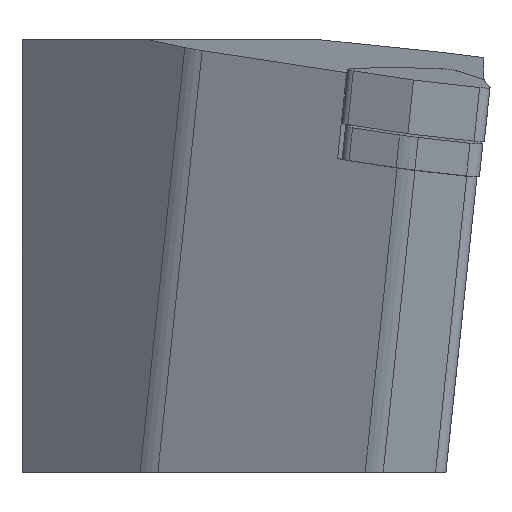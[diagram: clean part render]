
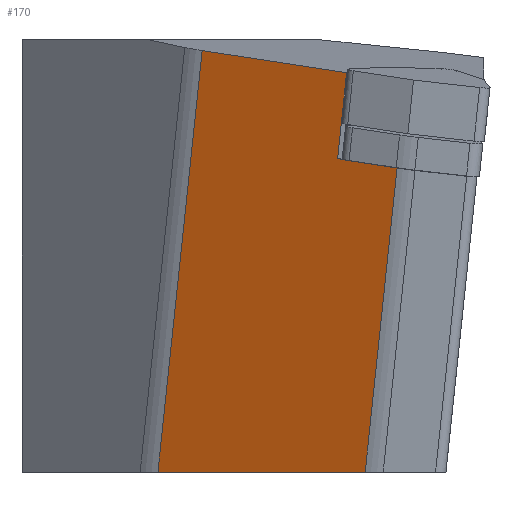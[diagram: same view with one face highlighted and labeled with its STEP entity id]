
A CAD part, left-side view. The second image highlights one B-rep face of the part: STEP entity #170.
In plain terms, the highlighted planar face has unit normal (-0.906, 0.42, -0.051).
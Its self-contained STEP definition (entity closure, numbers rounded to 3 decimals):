
#170=ADVANCED_FACE('',(#255),#213,.F.);
#213=PLANE('',#1080);
#255=FACE_OUTER_BOUND('',#304,.T.);
#304=EDGE_LOOP('',(#687,#688,#689,#690,#691,#692,#693));
#344=LINE('',#1430,#447);
#381=LINE('',#1517,#484);
#387=LINE('',#1533,#490);
#400=LINE('',#1564,#503);
#401=LINE('',#1566,#504);
#402=LINE('',#1567,#505);
#403=LINE('',#1568,#506);
#447=VECTOR('',#1169,1.);
#484=VECTOR('',#1236,1.);
#490=VECTOR('',#1252,1.);
#503=VECTOR('',#1283,1.);
#504=VECTOR('',#1286,1.);
#505=VECTOR('',#1287,1.);
#506=VECTOR('',#1288,1.);
#687=ORIENTED_EDGE('',*,*,#972,.T.);
#688=ORIENTED_EDGE('',*,*,#905,.T.);
#689=ORIENTED_EDGE('',*,*,#973,.F.);
#690=ORIENTED_EDGE('',*,*,#955,.T.);
#691=ORIENTED_EDGE('',*,*,#974,.T.);
#692=ORIENTED_EDGE('',*,*,#947,.T.);
#693=ORIENTED_EDGE('',*,*,#971,.F.);
#809=VERTEX_POINT('',#1427);
#810=VERTEX_POINT('',#1429);
#845=VERTEX_POINT('',#1516);
#846=VERTEX_POINT('',#1518);
#850=VERTEX_POINT('',#1532);
#851=VERTEX_POINT('',#1534);
#859=VERTEX_POINT('',#1563);
#905=EDGE_CURVE('',#809,#810,#344,.T.);
#947=EDGE_CURVE('',#846,#845,#381,.T.);
#955=EDGE_CURVE('',#851,#850,#387,.T.);
#971=EDGE_CURVE('',#859,#845,#400,.T.);
#972=EDGE_CURVE('',#859,#809,#401,.T.);
#973=EDGE_CURVE('',#851,#810,#402,.T.);
#974=EDGE_CURVE('',#850,#846,#403,.T.);
#1080=AXIS2_PLACEMENT_3D('',#1569,#1289,#1290);
#1169=DIRECTION('',(0.411,0.901,0.138));
#1236=DIRECTION('',(-0.421,-0.907,0.));
#1252=DIRECTION('',(0.411,0.901,0.138));
#1283=DIRECTION('',(0.105,0.104,-0.989));
#1286=DIRECTION('',(0.411,0.901,0.138));
#1287=DIRECTION('',(0.105,0.104,-0.989));
#1288=DIRECTION('',(0.105,0.104,-0.989));
#1289=DIRECTION('',(0.906,-0.42,0.052));
#1290=DIRECTION('',(0.421,0.907,0.));
#1427=CARTESIAN_POINT('',(-134.239,-20.81,6.532));
#1429=CARTESIAN_POINT('',(-134.011,-20.309,6.609));
#1430=CARTESIAN_POINT('',(-128.53,-8.275,8.453));
#1516=CARTESIAN_POINT('',(-133.593,-22.607,-19.5));
#1517=CARTESIAN_POINT('',(-138.397,-32.957,-19.5));
#1518=CARTESIAN_POINT('',(-125.576,-5.337,-19.5));
#1532=CARTESIAN_POINT('',(-129.287,-9.027,15.614));
#1533=CARTESIAN_POINT('',(-139.854,-32.227,12.059));
#1534=CARTESIAN_POINT('',(-134.768,-21.061,13.77));
#1563=CARTESIAN_POINT('',(-136.272,-25.272,5.848));
#1564=CARTESIAN_POINT('',(-161.401,-50.263,243.627));
#1566=CARTESIAN_POINT('',(-128.53,-8.275,8.453));
#1567=CARTESIAN_POINT('',(-159.14,-45.3,244.387));
#1568=CARTESIAN_POINT('',(-153.659,-33.266,246.231));
#1569=CARTESIAN_POINT('',(-153.659,-33.266,246.231));
